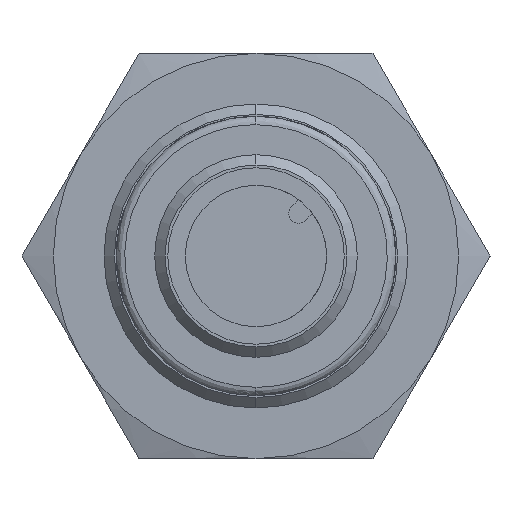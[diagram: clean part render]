
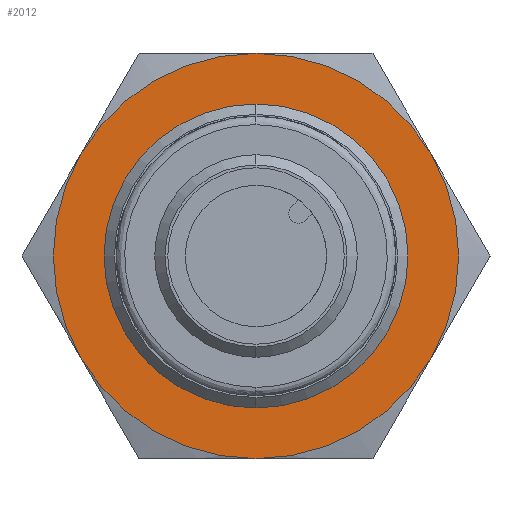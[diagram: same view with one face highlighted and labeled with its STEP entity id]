
A CAD part, left-side view. The second image highlights one B-rep face of the part: STEP entity #2012.
In plain terms, the highlighted planar face has unit normal (-1, 0, 0).
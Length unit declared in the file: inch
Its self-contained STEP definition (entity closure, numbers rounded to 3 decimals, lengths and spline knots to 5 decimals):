
#119 = DIRECTION ( 'NONE',  ( 1., 0., 0. ) ) ;
#285 = CARTESIAN_POINT ( 'NONE',  ( 2.32283, 0., 0. ) ) ;
#327 = EDGE_LOOP ( 'NONE', ( #859, #757 ) ) ;
#424 = DIRECTION ( 'NONE',  ( 0., 0., -1. ) ) ;
#454 = CARTESIAN_POINT ( 'NONE',  ( 2.32283, -0.40915, 0.23622 ) ) ;
#480 = AXIS2_PLACEMENT_3D ( 'NONE', #3867, #3356, #2819 ) ;
#604 = ORIENTED_EDGE ( 'NONE', *, *, #6959, .T. ) ;
#686 = CARTESIAN_POINT ( 'NONE',  ( 2.32283, 0., 0. ) ) ;
#721 = PLANE ( 'NONE',  #480 ) ;
#757 = ORIENTED_EDGE ( 'NONE', *, *, #5412, .T. ) ;
#769 = ORIENTED_EDGE ( 'NONE', *, *, #5033, .T. ) ;
#821 = DIRECTION ( 'NONE',  ( -1., 0., 0. ) ) ;
#859 = ORIENTED_EDGE ( 'NONE', *, *, #6182, .T. ) ;
#1222 = CARTESIAN_POINT ( 'NONE',  ( 2.32283, -0.40915, -0.23622 ) ) ;
#1279 = CIRCLE ( 'NONE', #1459, 0.47244 ) ;
#1321 = CARTESIAN_POINT ( 'NONE',  ( 2.32283, 0., 0. ) ) ;
#1356 = VERTEX_POINT ( 'NONE', #3240 ) ;
#1459 = AXIS2_PLACEMENT_3D ( 'NONE', #5505, #4289, #424 ) ;
#1466 = VERTEX_POINT ( 'NONE', #454 ) ;
#1521 = AXIS2_PLACEMENT_3D ( 'NONE', #686, #119, #2939 ) ;
#1849 = CIRCLE ( 'NONE', #2450, 0.47244 ) ;
#1952 = FACE_OUTER_BOUND ( 'NONE', #7052, .T. ) ;
#2012 = ADVANCED_FACE ( 'NONE', ( #1952, #3461 ), #721, .T. ) ;
#2065 = CARTESIAN_POINT ( 'NONE',  ( 2.32283, 0., 0. ) ) ;
#2153 = VERTEX_POINT ( 'NONE', #5930 ) ;
#2359 = EDGE_CURVE ( 'NONE', #1466, #5038, #4324, .T. ) ;
#2450 = AXIS2_PLACEMENT_3D ( 'NONE', #4479, #6765, #3365 ) ;
#2640 = EDGE_CURVE ( 'NONE', #2153, #5837, #4211, .T. ) ;
#2645 = CARTESIAN_POINT ( 'NONE',  ( 2.32283, 0., 0.47244 ) ) ;
#2662 = DIRECTION ( 'NONE',  ( 0., 0., -1. ) ) ;
#2819 = DIRECTION ( 'NONE',  ( 0., 0., 1. ) ) ;
#2926 = EDGE_CURVE ( 'NONE', #6114, #1466, #1849, .T. ) ;
#2939 = DIRECTION ( 'NONE',  ( 0., 0., 1. ) ) ;
#3053 = CIRCLE ( 'NONE', #4854, 0.35433 ) ;
#3138 = DIRECTION ( 'NONE',  ( -1., 0., 0. ) ) ;
#3177 = DIRECTION ( 'NONE',  ( -1., 0., 0. ) ) ;
#3240 = CARTESIAN_POINT ( 'NONE',  ( 2.32283, 0., -0.47244 ) ) ;
#3294 = VERTEX_POINT ( 'NONE', #6074 ) ;
#3356 = DIRECTION ( 'NONE',  ( -1., 0., 0. ) ) ;
#3365 = DIRECTION ( 'NONE',  ( 0., 0., -1. ) ) ;
#3410 = AXIS2_PLACEMENT_3D ( 'NONE', #285, #821, #3618 ) ;
#3461 = FACE_BOUND ( 'NONE', #327, .T. ) ;
#3475 = VERTEX_POINT ( 'NONE', #6173 ) ;
#3593 = DIRECTION ( 'NONE',  ( -1., 0., 0. ) ) ;
#3618 = DIRECTION ( 'NONE',  ( 0., 0., -1. ) ) ;
#3867 = CARTESIAN_POINT ( 'NONE',  ( 2.32283, 0.23622, 0. ) ) ;
#3885 = AXIS2_PLACEMENT_3D ( 'NONE', #6500, #3138, #7112 ) ;
#4162 = DIRECTION ( 'NONE',  ( 1., 0., 0. ) ) ;
#4211 = CIRCLE ( 'NONE', #3410, 0.47244 ) ;
#4289 = DIRECTION ( 'NONE',  ( -1., 0., 0. ) ) ;
#4324 = CIRCLE ( 'NONE', #5829, 0.47244 ) ;
#4479 = CARTESIAN_POINT ( 'NONE',  ( 2.32283, 0., 0. ) ) ;
#4666 = DIRECTION ( 'NONE',  ( 0., 0., -1. ) ) ;
#4683 = CARTESIAN_POINT ( 'NONE',  ( 2.32283, 0., 0. ) ) ;
#4853 = ORIENTED_EDGE ( 'NONE', *, *, #2926, .T. ) ;
#4854 = AXIS2_PLACEMENT_3D ( 'NONE', #4683, #4162, #5249 ) ;
#4954 = CIRCLE ( 'NONE', #3885, 0.47244 ) ;
#5033 = EDGE_CURVE ( 'NONE', #5837, #1356, #1279, .T. ) ;
#5038 = VERTEX_POINT ( 'NONE', #2645 ) ;
#5249 = DIRECTION ( 'NONE',  ( 0., 0., 1. ) ) ;
#5295 = ORIENTED_EDGE ( 'NONE', *, *, #2359, .T. ) ;
#5412 = EDGE_CURVE ( 'NONE', #3294, #3475, #5454, .T. ) ;
#5454 = CIRCLE ( 'NONE', #1521, 0.35433 ) ;
#5505 = CARTESIAN_POINT ( 'NONE',  ( 2.32283, 0., 0. ) ) ;
#5829 = AXIS2_PLACEMENT_3D ( 'NONE', #2065, #3177, #2662 ) ;
#5837 = VERTEX_POINT ( 'NONE', #6044 ) ;
#5930 = CARTESIAN_POINT ( 'NONE',  ( 2.32283, 0.40915, 0.23622 ) ) ;
#5990 = ORIENTED_EDGE ( 'NONE', *, *, #7056, .T. ) ;
#6044 = CARTESIAN_POINT ( 'NONE',  ( 2.32283, 0.40915, -0.23622 ) ) ;
#6074 = CARTESIAN_POINT ( 'NONE',  ( 2.32283, 0., -0.35433 ) ) ;
#6114 = VERTEX_POINT ( 'NONE', #1222 ) ;
#6173 = CARTESIAN_POINT ( 'NONE',  ( 2.32283, 0., 0.35433 ) ) ;
#6182 = EDGE_CURVE ( 'NONE', #3475, #3294, #3053, .T. ) ;
#6217 = CIRCLE ( 'NONE', #6543, 0.47244 ) ;
#6392 = ORIENTED_EDGE ( 'NONE', *, *, #2640, .T. ) ;
#6500 = CARTESIAN_POINT ( 'NONE',  ( 2.32283, 0., 0. ) ) ;
#6543 = AXIS2_PLACEMENT_3D ( 'NONE', #1321, #3593, #4666 ) ;
#6765 = DIRECTION ( 'NONE',  ( -1., 0., 0. ) ) ;
#6959 = EDGE_CURVE ( 'NONE', #1356, #6114, #6217, .T. ) ;
#7052 = EDGE_LOOP ( 'NONE', ( #5295, #5990, #6392, #769, #604, #4853 ) ) ;
#7056 = EDGE_CURVE ( 'NONE', #5038, #2153, #4954, .T. ) ;
#7112 = DIRECTION ( 'NONE',  ( 0., 0., -1. ) ) ;
